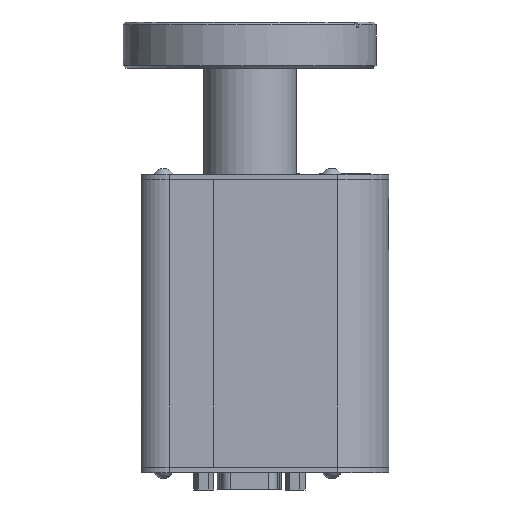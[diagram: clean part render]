
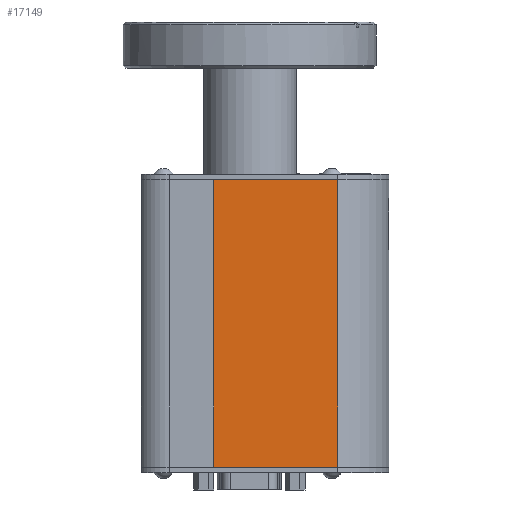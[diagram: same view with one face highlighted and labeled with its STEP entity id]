
A CAD part, left-side view. The second image highlights one B-rep face of the part: STEP entity #17149.
In plain terms, the highlighted planar face has unit normal (-1, 0, 0).
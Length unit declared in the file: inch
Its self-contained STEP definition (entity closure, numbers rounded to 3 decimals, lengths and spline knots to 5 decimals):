
#7714 = EDGE_CURVE ( 'NONE', #115724, #27367, #58977, .T. ) ;
#8067 = CARTESIAN_POINT ( 'NONE',  ( -1.4, -0.24026, 3.1 ) ) ;
#12622 = PLANE ( 'NONE',  #147365 ) ;
#13784 = EDGE_LOOP ( 'NONE', ( #54620, #121379, #114850, #97772 ) ) ;
#13893 = CARTESIAN_POINT ( 'NONE',  ( -1.4, 1.09385, 3.1 ) ) ;
#14221 = DIRECTION ( 'NONE',  ( 1., 0., 0. ) ) ;
#14397 = DIRECTION ( 'NONE',  ( 0., 1., 0. ) ) ;
#17149 = ADVANCED_FACE ( 'NONE', ( #36400 ), #12622, .F. ) ;
#26000 = CARTESIAN_POINT ( 'NONE',  ( -1.4, 1.09385, 3.1 ) ) ;
#26493 = DIRECTION ( 'NONE',  ( 0., -1., 0. ) ) ;
#27367 = VERTEX_POINT ( 'NONE', #52926 ) ;
#31395 = DIRECTION ( 'NONE',  ( 0., 0., -1. ) ) ;
#32159 = LINE ( 'NONE', #98107, #142408 ) ;
#32991 = CARTESIAN_POINT ( 'NONE',  ( -1.4, 1.09385, 3.1 ) ) ;
#36400 = FACE_OUTER_BOUND ( 'NONE', #13784, .T. ) ;
#41243 = VECTOR ( 'NONE', #26493, 39.37008 ) ;
#47085 = EDGE_CURVE ( 'NONE', #54081, #47321, #110683, .T. ) ;
#47321 = VERTEX_POINT ( 'NONE', #8067 ) ;
#52926 = CARTESIAN_POINT ( 'NONE',  ( -1.4, -0.24026, 0. ) ) ;
#54081 = VERTEX_POINT ( 'NONE', #94941 ) ;
#54620 = ORIENTED_EDGE ( 'NONE', *, *, #7714, .T. ) ;
#58977 = LINE ( 'NONE', #72661, #149734 ) ;
#71611 = DIRECTION ( 'NONE',  ( 0., -1., 0. ) ) ;
#72661 = CARTESIAN_POINT ( 'NONE',  ( -1.4, 1.09385, 0. ) ) ;
#94941 = CARTESIAN_POINT ( 'NONE',  ( -1.4, 1.09385, 3.1 ) ) ;
#97772 = ORIENTED_EDGE ( 'NONE', *, *, #154663, .T. ) ;
#97775 = DIRECTION ( 'NONE',  ( 0., 0., -1. ) ) ;
#98107 = CARTESIAN_POINT ( 'NONE',  ( -1.4, -0.24026, 3.1 ) ) ;
#103459 = EDGE_CURVE ( 'NONE', #47321, #27367, #32159, .T. ) ;
#110683 = LINE ( 'NONE', #26000, #41243 ) ;
#114850 = ORIENTED_EDGE ( 'NONE', *, *, #47085, .F. ) ;
#115724 = VERTEX_POINT ( 'NONE', #119370 ) ;
#119370 = CARTESIAN_POINT ( 'NONE',  ( -1.4, 1.09385, 0. ) ) ;
#121379 = ORIENTED_EDGE ( 'NONE', *, *, #103459, .F. ) ;
#135103 = VECTOR ( 'NONE', #31395, 39.37008 ) ;
#142408 = VECTOR ( 'NONE', #97775, 39.37008 ) ;
#147365 = AXIS2_PLACEMENT_3D ( 'NONE', #13893, #14221, #14397 ) ;
#149734 = VECTOR ( 'NONE', #71611, 39.37008 ) ;
#154663 = EDGE_CURVE ( 'NONE', #54081, #115724, #158655, .T. ) ;
#158655 = LINE ( 'NONE', #32991, #135103 ) ;
